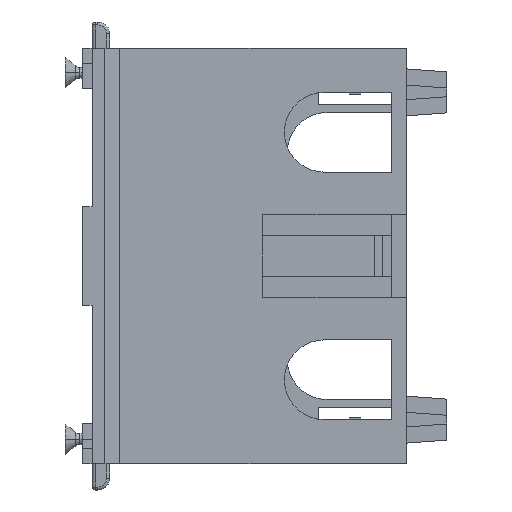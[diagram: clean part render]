
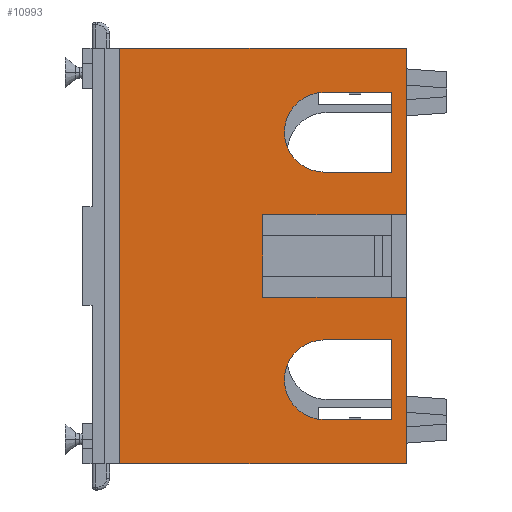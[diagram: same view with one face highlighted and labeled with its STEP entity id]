
A CAD part, left-side view. The second image highlights one B-rep face of the part: STEP entity #10993.
In plain terms, the highlighted planar face has unit normal (-1, 0, 0).
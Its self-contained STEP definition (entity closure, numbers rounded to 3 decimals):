
#3534=DIRECTION('',(0.,1.,0.));
#3535=VECTOR('',#3534,11.5);
#3536=CARTESIAN_POINT('',(-31.75,2.5,14.3));
#3537=LINE('',#3536,#3535);
#3538=DIRECTION('',(0.,0.,1.));
#3539=VECTOR('',#3538,13.6);
#3540=CARTESIAN_POINT('',(-31.75,2.5,14.3));
#3541=LINE('',#3540,#3539);
#3542=DIRECTION('',(0.,1.,0.));
#3543=VECTOR('',#3542,11.5);
#3544=CARTESIAN_POINT('',(-31.75,2.5,27.9));
#3545=LINE('',#3544,#3543);
#3546=CARTESIAN_POINT('',(-31.75,14.,21.1));
#3547=DIRECTION('',(-1.,0.,0.));
#3548=DIRECTION('',(0.,0.,1.));
#3549=AXIS2_PLACEMENT_3D('',#3546,#3547,#3548);
#3551=DIRECTION('',(0.,1.,0.));
#3552=VECTOR('',#3551,11.5);
#3553=CARTESIAN_POINT('',(-31.75,2.5,-27.9));
#3554=LINE('',#3553,#3552);
#3555=DIRECTION('',(0.,0.,1.));
#3556=VECTOR('',#3555,13.6);
#3557=CARTESIAN_POINT('',(-31.75,2.5,-27.9));
#3558=LINE('',#3557,#3556);
#3559=DIRECTION('',(0.,1.,0.));
#3560=VECTOR('',#3559,11.5);
#3561=CARTESIAN_POINT('',(-31.75,2.5,-14.3));
#3562=LINE('',#3561,#3560);
#3563=CARTESIAN_POINT('',(-31.75,14.,-21.1));
#3564=DIRECTION('',(-1.,0.,0.));
#3565=DIRECTION('',(0.,0.,1.));
#3566=AXIS2_PLACEMENT_3D('',#3563,#3564,#3565);
#3568=DIRECTION('',(0.,0.,-1.));
#3569=VECTOR('',#3568,28.4);
#3570=CARTESIAN_POINT('',(-31.75,0.,-7.));
#3571=LINE('',#3570,#3569);
#3572=DIRECTION('',(0.,1.,0.));
#3573=VECTOR('',#3572,48.9);
#3574=CARTESIAN_POINT('',(-31.75,0.,-35.4));
#3575=LINE('',#3574,#3573);
#3576=DIRECTION('',(0.,0.,1.));
#3577=VECTOR('',#3576,70.8);
#3578=CARTESIAN_POINT('',(-31.75,48.9,-35.4));
#3579=LINE('',#3578,#3577);
#3580=DIRECTION('',(0.,-1.,0.));
#3581=VECTOR('',#3580,48.9);
#3582=CARTESIAN_POINT('',(-31.75,48.9,35.4));
#3583=LINE('',#3582,#3581);
#3584=DIRECTION('',(0.,0.,-1.));
#3585=VECTOR('',#3584,28.4);
#3586=CARTESIAN_POINT('',(-31.75,0.,35.4));
#3587=LINE('',#3586,#3585);
#3588=DIRECTION('',(0.,1.,0.));
#3589=VECTOR('',#3588,24.5);
#3590=CARTESIAN_POINT('',(-31.75,0.,7.));
#3591=LINE('',#3590,#3589);
#3592=DIRECTION('',(0.,0.,-1.));
#3593=VECTOR('',#3592,14.);
#3594=CARTESIAN_POINT('',(-31.75,24.5,7.));
#3595=LINE('',#3594,#3593);
#3596=DIRECTION('',(0.,1.,0.));
#3597=VECTOR('',#3596,24.5);
#3598=CARTESIAN_POINT('',(-31.75,0.,-7.));
#3599=LINE('',#3598,#3597);
#5683=CARTESIAN_POINT('',(-31.75,48.9,35.4));
#5685=VERTEX_POINT('',#5683);
#5727=CARTESIAN_POINT('',(-31.75,48.9,-35.4));
#5729=VERTEX_POINT('',#5727);
#6090=CARTESIAN_POINT('',(-31.75,0.,7.));
#6091=CARTESIAN_POINT('',(-31.75,24.5,7.));
#6092=VERTEX_POINT('',#6090);
#6093=VERTEX_POINT('',#6091);
#6094=CARTESIAN_POINT('',(-31.75,24.5,-7.));
#6095=VERTEX_POINT('',#6094);
#6096=CARTESIAN_POINT('',(-31.75,0.,-7.));
#6097=VERTEX_POINT('',#6096);
#6098=CARTESIAN_POINT('',(-31.75,2.5,14.3));
#6099=CARTESIAN_POINT('',(-31.75,14.,14.3));
#6100=VERTEX_POINT('',#6098);
#6101=VERTEX_POINT('',#6099);
#6102=CARTESIAN_POINT('',(-31.75,2.5,27.9));
#6103=CARTESIAN_POINT('',(-31.75,14.,27.9));
#6104=VERTEX_POINT('',#6102);
#6105=VERTEX_POINT('',#6103);
#6106=CARTESIAN_POINT('',(-31.75,2.5,-27.9));
#6107=CARTESIAN_POINT('',(-31.75,14.,-27.9));
#6108=VERTEX_POINT('',#6106);
#6109=VERTEX_POINT('',#6107);
#6110=CARTESIAN_POINT('',(-31.75,2.5,-14.3));
#6111=CARTESIAN_POINT('',(-31.75,14.,-14.3));
#6112=VERTEX_POINT('',#6110);
#6113=VERTEX_POINT('',#6111);
#6392=CARTESIAN_POINT('',(-31.75,0.,35.4));
#6393=VERTEX_POINT('',#6392);
#6538=CARTESIAN_POINT('',(-31.75,0.,-35.4));
#6539=VERTEX_POINT('',#6538);
#10956=CARTESIAN_POINT('',(-31.75,48.9,0.));
#10957=DIRECTION('',(-1.,0.,0.));
#10958=DIRECTION('',(0.,-1.,0.));
#10959=AXIS2_PLACEMENT_3D('',#10956,#10957,#10958);
#10960=PLANE('',#10959);
#10962=ORIENTED_EDGE('',*,*,#10961,.T.);
#10963=ORIENTED_EDGE('',*,*,#10165,.T.);
#10964=ORIENTED_EDGE('',*,*,#10948,.T.);
#10965=ORIENTED_EDGE('',*,*,#8783,.T.);
#10967=ORIENTED_EDGE('',*,*,#10966,.T.);
#10969=ORIENTED_EDGE('',*,*,#10968,.T.);
#10970=ORIENTED_EDGE('',*,*,#7739,.T.);
#10972=ORIENTED_EDGE('',*,*,#10971,.F.);
#10973=EDGE_LOOP('',(#10962,#10963,#10964,#10965,#10967,#10969,#10970,#10972));
#10974=FACE_OUTER_BOUND('',#10973,.F.);
#10976=ORIENTED_EDGE('',*,*,#10975,.F.);
#10977=ORIENTED_EDGE('',*,*,#7492,.T.);
#10979=ORIENTED_EDGE('',*,*,#10978,.T.);
#10981=ORIENTED_EDGE('',*,*,#10980,.T.);
#10982=EDGE_LOOP('',(#10976,#10977,#10979,#10981));
#10983=FACE_BOUND('',#10982,.F.);
#10985=ORIENTED_EDGE('',*,*,#10984,.F.);
#10986=ORIENTED_EDGE('',*,*,#7690,.T.);
#10988=ORIENTED_EDGE('',*,*,#10987,.T.);
#10990=ORIENTED_EDGE('',*,*,#10989,.T.);
#10991=EDGE_LOOP('',(#10985,#10986,#10988,#10990));
#10992=FACE_BOUND('',#10991,.F.);
#3550=CIRCLE('',#3549,6.8);
#3567=CIRCLE('',#3566,6.8);
#7492=EDGE_CURVE('',#6108,#6112,#3558,.T.);
#7690=EDGE_CURVE('',#6100,#6104,#3541,.T.);
#7739=EDGE_CURVE('',#6093,#6095,#3595,.T.);
#8783=EDGE_CURVE('',#5685,#6393,#3583,.T.);
#10165=EDGE_CURVE('',#6539,#5729,#3575,.T.);
#10948=EDGE_CURVE('',#5729,#5685,#3579,.T.);
#10961=EDGE_CURVE('',#6097,#6539,#3571,.T.);
#10966=EDGE_CURVE('',#6393,#6092,#3587,.T.);
#10968=EDGE_CURVE('',#6092,#6093,#3591,.T.);
#10971=EDGE_CURVE('',#6097,#6095,#3599,.T.);
#10975=EDGE_CURVE('',#6108,#6109,#3554,.T.);
#10978=EDGE_CURVE('',#6112,#6113,#3562,.T.);
#10980=EDGE_CURVE('',#6113,#6109,#3567,.T.);
#10984=EDGE_CURVE('',#6100,#6101,#3537,.T.);
#10987=EDGE_CURVE('',#6104,#6105,#3545,.T.);
#10989=EDGE_CURVE('',#6105,#6101,#3550,.T.);
#10993=ADVANCED_FACE('',(#10974,#10983,#10992),#10960,.T.);
